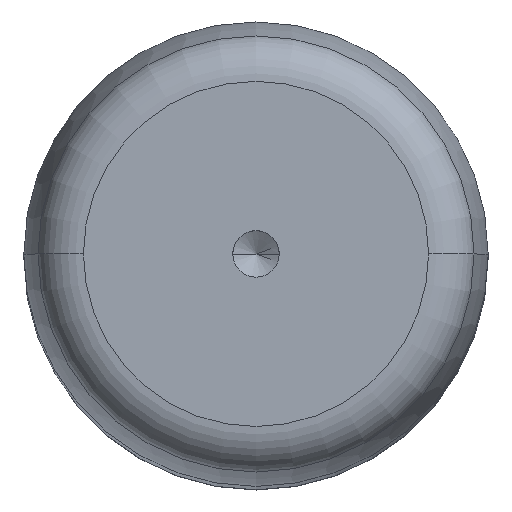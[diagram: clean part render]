
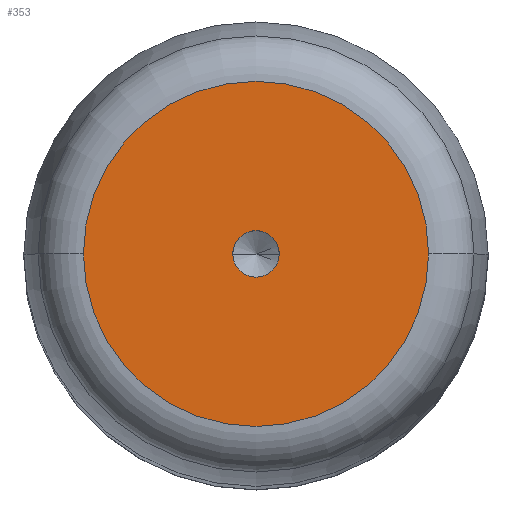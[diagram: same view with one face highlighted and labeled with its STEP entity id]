
A CAD part, top view. The second image highlights one B-rep face of the part: STEP entity #353.
In plain terms, the highlighted planar face has unit normal (0, 0, 1).
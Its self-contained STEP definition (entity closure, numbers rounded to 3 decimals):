
#28 = DIRECTION ( 'NONE',  ( 0., 0., 1. ) ) ;
#50 = DIRECTION ( 'NONE',  ( 0., 0., 1. ) ) ;
#59 = CIRCLE ( 'NONE', #319, 1. ) ;
#82 = CIRCLE ( 'NONE', #300, 1. ) ;
#83 = ORIENTED_EDGE ( 'NONE', *, *, #530, .T. ) ;
#105 = PLANE ( 'NONE',  #357 ) ;
#114 = ORIENTED_EDGE ( 'NONE', *, *, #644, .F. ) ;
#117 = CIRCLE ( 'NONE', #586, 7.432 ) ;
#132 = VERTEX_POINT ( 'NONE', #438 ) ;
#147 = DIRECTION ( 'NONE',  ( 0., 0., 1. ) ) ;
#151 = DIRECTION ( 'NONE',  ( 1., 0., 0. ) ) ;
#183 = CIRCLE ( 'NONE', #210, 7.432 ) ;
#205 = EDGE_CURVE ( 'NONE', #634, #578, #117, .T. ) ;
#209 = DIRECTION ( 'NONE',  ( 1., 0., 0. ) ) ;
#210 = AXIS2_PLACEMENT_3D ( 'NONE', #544, #439, #339 ) ;
#243 = CARTESIAN_POINT ( 'NONE',  ( 7.432, 0., 100. ) ) ;
#265 = EDGE_LOOP ( 'NONE', ( #675, #114 ) ) ;
#276 = EDGE_LOOP ( 'NONE', ( #83, #498 ) ) ;
#300 = AXIS2_PLACEMENT_3D ( 'NONE', #588, #50, #209 ) ;
#305 = DIRECTION ( 'NONE',  ( 1., 0., 0. ) ) ;
#308 = FACE_BOUND ( 'NONE', #265, .T. ) ;
#319 = AXIS2_PLACEMENT_3D ( 'NONE', #616, #147, #151 ) ;
#339 = DIRECTION ( 'NONE',  ( 1., 0., 0. ) ) ;
#353 = ADVANCED_FACE ( 'NONE', ( #308, #558 ), #105, .T. ) ;
#357 = AXIS2_PLACEMENT_3D ( 'NONE', #515, #28, #611 ) ;
#436 = CARTESIAN_POINT ( 'NONE',  ( -7.432, 0., 100. ) ) ;
#438 = CARTESIAN_POINT ( 'NONE',  ( 1., 0., 100. ) ) ;
#439 = DIRECTION ( 'NONE',  ( 0., 0., 1. ) ) ;
#489 = CARTESIAN_POINT ( 'NONE',  ( -1., 0., 100. ) ) ;
#498 = ORIENTED_EDGE ( 'NONE', *, *, #205, .T. ) ;
#515 = CARTESIAN_POINT ( 'NONE',  ( 0., 0., 100. ) ) ;
#516 = VERTEX_POINT ( 'NONE', #489 ) ;
#522 = EDGE_CURVE ( 'NONE', #132, #516, #82, .T. ) ;
#530 = EDGE_CURVE ( 'NONE', #578, #634, #183, .T. ) ;
#544 = CARTESIAN_POINT ( 'NONE',  ( 0., 0., 100. ) ) ;
#558 = FACE_OUTER_BOUND ( 'NONE', #276, .T. ) ;
#567 = CARTESIAN_POINT ( 'NONE',  ( 0., 0., 100. ) ) ;
#572 = DIRECTION ( 'NONE',  ( 0., 0., 1. ) ) ;
#578 = VERTEX_POINT ( 'NONE', #243 ) ;
#586 = AXIS2_PLACEMENT_3D ( 'NONE', #567, #572, #305 ) ;
#588 = CARTESIAN_POINT ( 'NONE',  ( 0., 0., 100. ) ) ;
#611 = DIRECTION ( 'NONE',  ( 1., 0., 0. ) ) ;
#616 = CARTESIAN_POINT ( 'NONE',  ( 0., 0., 100. ) ) ;
#634 = VERTEX_POINT ( 'NONE', #436 ) ;
#644 = EDGE_CURVE ( 'NONE', #516, #132, #59, .T. ) ;
#675 = ORIENTED_EDGE ( 'NONE', *, *, #522, .F. ) ;
